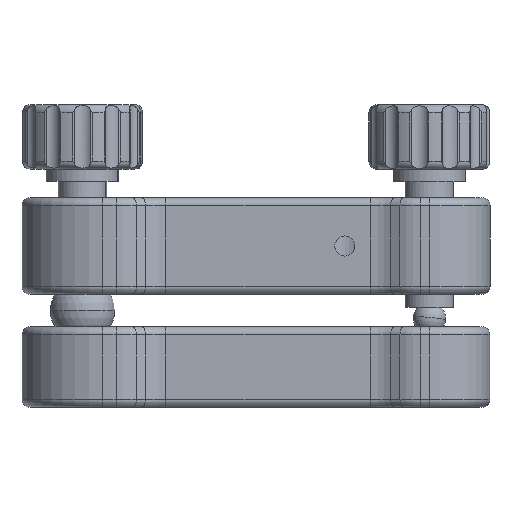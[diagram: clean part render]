
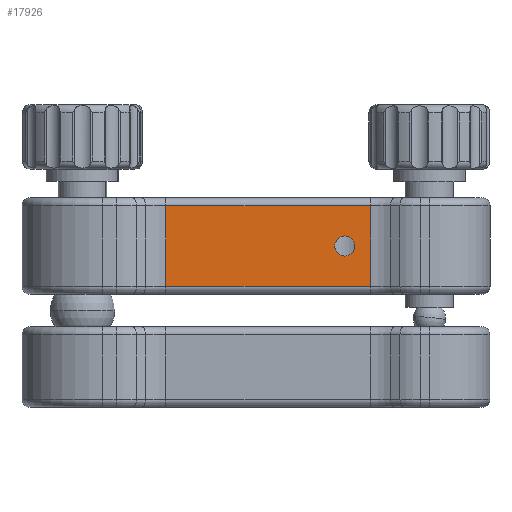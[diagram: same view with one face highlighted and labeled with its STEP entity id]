
A CAD part, front view. The second image highlights one B-rep face of the part: STEP entity #17926.
In plain terms, the highlighted planar face has unit normal (0, -1, 0).
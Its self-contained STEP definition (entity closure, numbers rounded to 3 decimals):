
#196 = LINE ( 'NONE', #18100, #12305 ) ;
#550 = ORIENTED_EDGE ( 'NONE', *, *, #16159, .F. ) ;
#561 = AXIS2_PLACEMENT_3D ( 'NONE', #14978, #5485, #16553 ) ;
#1261 = CARTESIAN_POINT ( 'NONE',  ( 15., -23., 21.25 ) ) ;
#1275 = CARTESIAN_POINT ( 'NONE',  ( 15., -23., 18.75 ) ) ;
#2409 = ORIENTED_EDGE ( 'NONE', *, *, #7912, .T. ) ;
#3255 = EDGE_CURVE ( 'NONE', #4990, #7018, #196, .T. ) ;
#3930 = CARTESIAN_POINT ( 'NONE',  ( 15., -23., 20. ) ) ;
#4990 = VERTEX_POINT ( 'NONE', #11623 ) ;
#5121 = EDGE_CURVE ( 'NONE', #14521, #4990, #10810, .T. ) ;
#5246 = FACE_OUTER_BOUND ( 'NONE', #7660, .T. ) ;
#5297 = LINE ( 'NONE', #11677, #13746 ) ;
#5485 = DIRECTION ( 'NONE',  ( 0., 1., 0. ) ) ;
#5503 = DIRECTION ( 'NONE',  ( 0., 0., 1. ) ) ;
#5727 = FACE_BOUND ( 'NONE', #20488, .T. ) ;
#7018 = VERTEX_POINT ( 'NONE', #11451 ) ;
#7055 = ORIENTED_EDGE ( 'NONE', *, *, #5121, .T. ) ;
#7103 = AXIS2_PLACEMENT_3D ( 'NONE', #18012, #8562, #19626 ) ;
#7381 = VERTEX_POINT ( 'NONE', #1275 ) ;
#7478 = CARTESIAN_POINT ( 'NONE',  ( -7.196, -23., 14. ) ) ;
#7660 = EDGE_LOOP ( 'NONE', ( #13472, #2409, #7055, #10932 ) ) ;
#7912 = EDGE_CURVE ( 'NONE', #10584, #14521, #5297, .T. ) ;
#8562 = DIRECTION ( 'NONE',  ( 0., -1., 0. ) ) ;
#8623 = PLANE ( 'NONE',  #561 ) ;
#8667 = DIRECTION ( 'NONE',  ( -1., 0., 0. ) ) ;
#10184 = VECTOR ( 'NONE', #13938, 1000. ) ;
#10584 = VERTEX_POINT ( 'NONE', #12705 ) ;
#10810 = LINE ( 'NONE', #19775, #14515 ) ;
#10932 = ORIENTED_EDGE ( 'NONE', *, *, #3255, .T. ) ;
#11451 = CARTESIAN_POINT ( 'NONE',  ( -7.196, -23., 25. ) ) ;
#11623 = CARTESIAN_POINT ( 'NONE',  ( 18.196, -23., 25. ) ) ;
#11677 = CARTESIAN_POINT ( 'NONE',  ( -12., -23., 15. ) ) ;
#12070 = VERTEX_POINT ( 'NONE', #1261 ) ;
#12305 = VECTOR ( 'NONE', #8667, 1000. ) ;
#12397 = CIRCLE ( 'NONE', #12435, 1.25 ) ;
#12435 = AXIS2_PLACEMENT_3D ( 'NONE', #3930, #14999, #5503 ) ;
#12705 = CARTESIAN_POINT ( 'NONE',  ( -7.196, -23., 15. ) ) ;
#13472 = ORIENTED_EDGE ( 'NONE', *, *, #14264, .T. ) ;
#13511 = DIRECTION ( 'NONE',  ( 0., 0., 1. ) ) ;
#13746 = VECTOR ( 'NONE', #14785, 1000. ) ;
#13938 = DIRECTION ( 'NONE',  ( 0., 0., -1. ) ) ;
#14264 = EDGE_CURVE ( 'NONE', #7018, #10584, #14390, .T. ) ;
#14390 = LINE ( 'NONE', #7478, #10184 ) ;
#14515 = VECTOR ( 'NONE', #13511, 1000. ) ;
#14521 = VERTEX_POINT ( 'NONE', #19495 ) ;
#14785 = DIRECTION ( 'NONE',  ( 1., 0., 0. ) ) ;
#14978 = CARTESIAN_POINT ( 'NONE',  ( -12., -23., 14. ) ) ;
#14999 = DIRECTION ( 'NONE',  ( 0., -1., 0. ) ) ;
#16107 = EDGE_CURVE ( 'NONE', #12070, #7381, #17091, .T. ) ;
#16159 = EDGE_CURVE ( 'NONE', #7381, #12070, #12397, .T. ) ;
#16553 = DIRECTION ( 'NONE',  ( 0., 0., 1. ) ) ;
#17091 = CIRCLE ( 'NONE', #7103, 1.25 ) ;
#17926 = ADVANCED_FACE ( 'NONE', ( #5246, #5727 ), #8623, .F. ) ;
#18012 = CARTESIAN_POINT ( 'NONE',  ( 15., -23., 20. ) ) ;
#18100 = CARTESIAN_POINT ( 'NONE',  ( -7.196, -23., 25. ) ) ;
#18954 = ORIENTED_EDGE ( 'NONE', *, *, #16107, .F. ) ;
#19495 = CARTESIAN_POINT ( 'NONE',  ( 18.196, -23., 15. ) ) ;
#19626 = DIRECTION ( 'NONE',  ( 0., 0., 1. ) ) ;
#19775 = CARTESIAN_POINT ( 'NONE',  ( 18.196, -23., 26. ) ) ;
#20488 = EDGE_LOOP ( 'NONE', ( #550, #18954 ) ) ;
